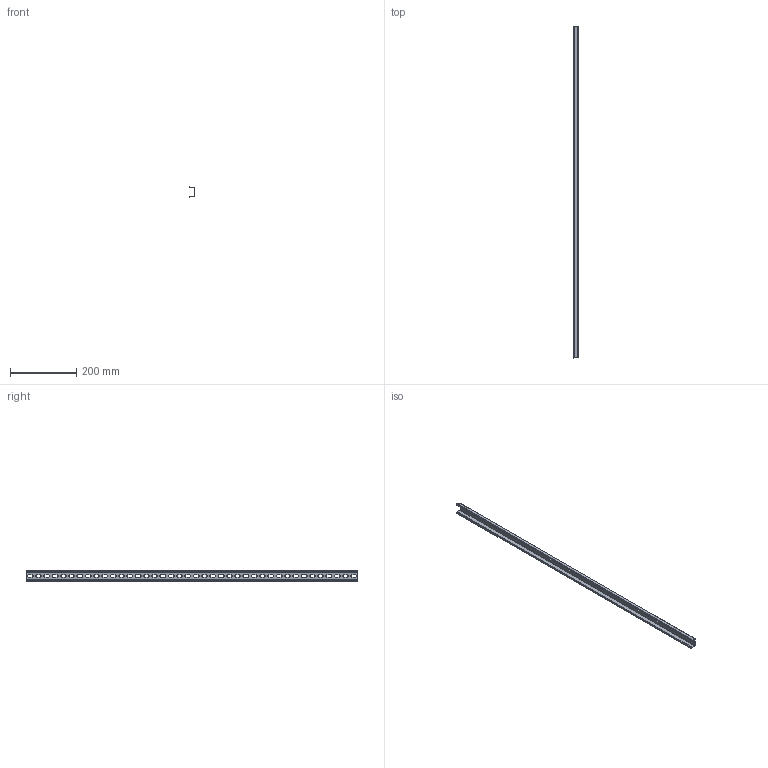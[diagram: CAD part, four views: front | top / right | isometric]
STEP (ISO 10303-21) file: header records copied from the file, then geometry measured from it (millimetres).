
FILE_DESCRIPTION(/* description */ (''),/* implementation_level */ '2;1');
FILE_NAME(/* name */ 'CA701-15S.stp',/* time_stamp */ '2016-08-23T10:20:32-04:00',/* author */ ('CAD Station'),/* organization */ (''),/* preprocessor_version */ 'ST-DEVELOPER v16.1',/* originating_system */ 'Autodesk Inventor 2016',/* authorisation */ '');
FILE_SCHEMA (('AUTOMOTIVE_DESIGN { 1 0 10303 214 3 1 1 }'));
Length unit declared in the file: millimetre
Products named in the file (1): CA701-15S
Bounding box: 15 x 1000 x 35 mm (x, y, z)
Volume: 56572.8 mm3; surface area: 116994.9 mm2
Topology: 1 solids, 1 shells, 182 faces, 540 edges, 360 vertices
Faces by surface type: plane 94, cylinder 88
Entity records: 6324 total; most frequent: CARTESIAN_POINT 1083, DIRECTION 1082, ORIENTED_EDGE 1080, EDGE_CURVE 540, LINE 364, VECTOR 364, VERTEX_POINT 360, AXIS2_PLACEMENT_3D 359
